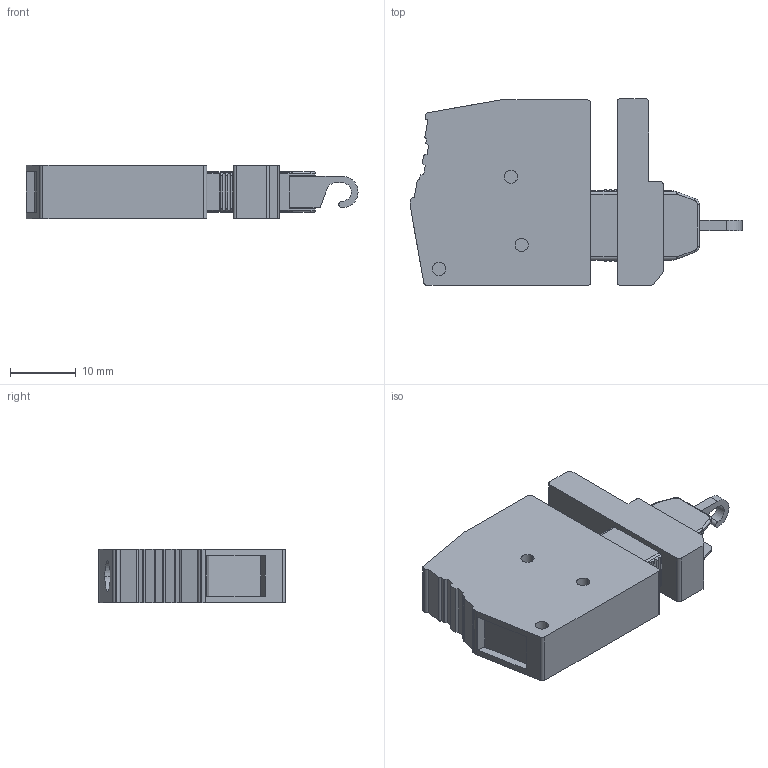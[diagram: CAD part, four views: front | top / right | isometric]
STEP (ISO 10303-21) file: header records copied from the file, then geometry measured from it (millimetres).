
FILE_DESCRIPTION((''),'2;1');
FILE_NAME('SDK4_1A1L_STEP','2016-06-03T',('Frank Ludolph'),(''),'CREO PARAMETRIC BY PTC INC, 2015290','CREO PARAMETRIC BY PTC INC, 2015290','');
FILE_SCHEMA(('CONFIG_CONTROL_DESIGN'));
Length unit declared in the file: millimetre
Products named in the file (1): SDK4_1A1L_STEP
Bounding box: 50.52 x 28.4 x 8.1 mm (x, y, z)
Volume: 7510.6 mm3; surface area: 3683.1 mm2
Topology: 1 solids, 1 shells, 151 faces, 400 edges, 260 vertices
Faces by surface type: plane 73, cylinder 70, torus 8
Entity records: 4819 total; most frequent: CARTESIAN_POINT 1042, ORIENTED_EDGE 800, DIRECTION 750, EDGE_CURVE 400, VERTEX_POINT 260, AXIS2_PLACEMENT_3D 251, VECTOR 248, LINE 248
